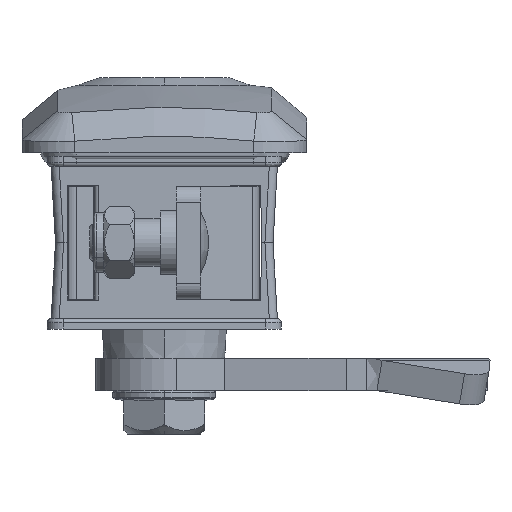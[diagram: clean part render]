
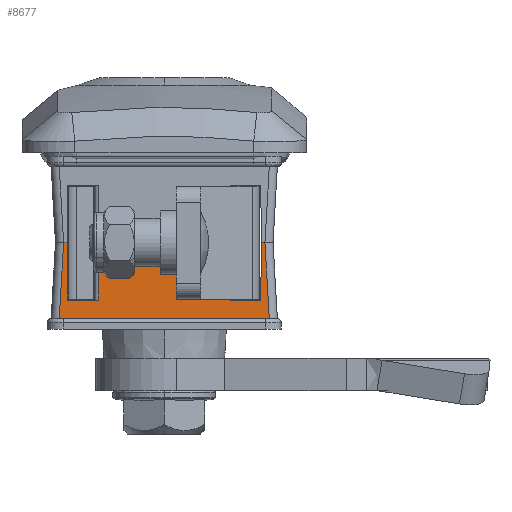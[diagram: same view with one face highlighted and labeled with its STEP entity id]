
A CAD part, left-side view. The second image highlights one B-rep face of the part: STEP entity #8677.
In plain terms, the highlighted planar face has unit normal (-1, 0, 0.009).
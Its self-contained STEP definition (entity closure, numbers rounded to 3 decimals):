
#8 = EDGE_CURVE ( 'NONE', #12707, #14710, #15222, .T. ) ;
#257 = EDGE_CURVE ( 'NONE', #5979, #5687, #300, .T. ) ;
#300 = LINE ( 'NONE', #13331, #1303 ) ;
#383 = ORIENTED_EDGE ( 'NONE', *, *, #3348, .F. ) ;
#551 = EDGE_CURVE ( 'NONE', #14710, #5231, #16674, .T. ) ;
#713 = CARTESIAN_POINT ( 'NONE',  ( -26.73, -13.499, -21.1 ) ) ;
#760 = EDGE_CURVE ( 'NONE', #12537, #5687, #9186, .T. ) ;
#776 = DIRECTION ( 'NONE',  ( 0., -1., 0. ) ) ;
#907 = DIRECTION ( 'NONE',  ( 0., 1., 0. ) ) ;
#963 = CARTESIAN_POINT ( 'NONE',  ( -26.668, -12.458, -14. ) ) ;
#1283 = ORIENTED_EDGE ( 'NONE', *, *, #16239, .T. ) ;
#1303 = VECTOR ( 'NONE', #12439, 1000. ) ;
#1450 = CARTESIAN_POINT ( 'NONE',  ( -26.689, 8.11, -16.367 ) ) ;
#1637 = CARTESIAN_POINT ( 'NONE',  ( -26.73, 8.152, -21.1 ) ) ;
#2044 = DIRECTION ( 'NONE',  ( 0.009, 0., 1. ) ) ;
#2134 = VECTOR ( 'NONE', #10308, 1000. ) ;
#2332 = CARTESIAN_POINT ( 'NONE',  ( -26.668, 12.458, -14. ) ) ;
#2698 = CARTESIAN_POINT ( 'NONE',  ( -26.73, 11.949, -21.1 ) ) ;
#2844 = CARTESIAN_POINT ( 'NONE',  ( -26.668, 12.458, -14. ) ) ;
#3348 = EDGE_CURVE ( 'NONE', #13157, #5979, #10507, .T. ) ;
#3628 = EDGE_CURVE ( 'NONE', #6003, #14939, #5049, .T. ) ;
#3671 = EDGE_CURVE ( 'NONE', #14911, #6003, #7016, .T. ) ;
#3853 = CARTESIAN_POINT ( 'NONE',  ( -26.73, -13.499, -21.1 ) ) ;
#4389 = LINE ( 'NONE', #14854, #5294 ) ;
#4565 = CARTESIAN_POINT ( 'NONE',  ( -26.73, 11.949, -21.1 ) ) ;
#4651 = LINE ( 'NONE', #713, #16617 ) ;
#4705 = B_SPLINE_CURVE_WITH_KNOTS ( 'NONE', 3,
 ( #9728, #11191, #6047, #9649 ),
 .UNSPECIFIED., .F., .F.,
 ( 4, 4 ),
 ( 0., 1. ),
 .UNSPECIFIED. ) ;
#4736 = CARTESIAN_POINT ( 'NONE',  ( -26.668, -8.09, -14. ) ) ;
#4878 = CARTESIAN_POINT ( 'NONE',  ( -26.73, -8.152, -21.1 ) ) ;
#4955 = ORIENTED_EDGE ( 'NONE', *, *, #257, .F. ) ;
#4960 = DIRECTION ( 'NONE',  ( 0., 1., 0. ) ) ;
#5049 = LINE ( 'NONE', #3853, #14802 ) ;
#5231 = VERTEX_POINT ( 'NONE', #1637 ) ;
#5294 = VECTOR ( 'NONE', #7056, 1000. ) ;
#5339 = ORIENTED_EDGE ( 'NONE', *, *, #8, .T. ) ;
#5381 = CARTESIAN_POINT ( 'NONE',  ( -26.668, 8.09, -14. ) ) ;
#5399 = CARTESIAN_POINT ( 'NONE',  ( -26.722, 12.819, -20.267 ) ) ;
#5687 = VERTEX_POINT ( 'NONE', #9562 ) ;
#5967 = EDGE_CURVE ( 'NONE', #7265, #12077, #6340, .T. ) ;
#5979 = VERTEX_POINT ( 'NONE', #2332 ) ;
#6003 = VERTEX_POINT ( 'NONE', #15365 ) ;
#6047 = CARTESIAN_POINT ( 'NONE',  ( -26.689, -8.11, -16.367 ) ) ;
#6174 = CARTESIAN_POINT ( 'NONE',  ( -26.695, -12.638, -17.133 ) ) ;
#6340 = B_SPLINE_CURVE_WITH_KNOTS ( 'NONE', 3,
 ( #963, #6174, #11405, #8744 ),
 .UNSPECIFIED., .F., .F.,
 ( 4, 4 ),
 ( 0., 1. ),
 .UNSPECIFIED. ) ;
#7016 = LINE ( 'NONE', #8303, #16448 ) ;
#7056 = DIRECTION ( 'NONE',  ( 0., 1., 0. ) ) ;
#7063 = EDGE_LOOP ( 'NONE', ( #16726, #16559, #5339, #12446, #1283, #14509, #4955, #383, #14818, #10648, #7776, #11795 ) ) ;
#7089 = EDGE_CURVE ( 'NONE', #14939, #12707, #4705, .T. ) ;
#7246 = CARTESIAN_POINT ( 'NONE',  ( -26.75, -12.999, -23.4 ) ) ;
#7265 = VERTEX_POINT ( 'NONE', #11696 ) ;
#7776 = ORIENTED_EDGE ( 'NONE', *, *, #16003, .F. ) ;
#8303 = CARTESIAN_POINT ( 'NONE',  ( -26.668, -12.01, -14. ) ) ;
#8611 = CARTESIAN_POINT ( 'NONE',  ( -26.668, -13.499, -14. ) ) ;
#8677 = ADVANCED_FACE ( 'NONE', ( #15068 ), #9910, .T. ) ;
#8744 = CARTESIAN_POINT ( 'NONE',  ( -26.75, -12.999, -23.4 ) ) ;
#9186 = LINE ( 'NONE', #2698, #2134 ) ;
#9562 = CARTESIAN_POINT ( 'NONE',  ( -26.668, 12.01, -14. ) ) ;
#9649 = CARTESIAN_POINT ( 'NONE',  ( -26.668, -8.09, -14. ) ) ;
#9728 = CARTESIAN_POINT ( 'NONE',  ( -26.73, -8.152, -21.1 ) ) ;
#9809 = CARTESIAN_POINT ( 'NONE',  ( -26.668, 8.09, -14. ) ) ;
#9845 = CARTESIAN_POINT ( 'NONE',  ( -26.668, -14.028, -14. ) ) ;
#9910 = PLANE ( 'NONE',  #14846 ) ;
#10308 = DIRECTION ( 'NONE',  ( 0.009, 0.009, 1. ) ) ;
#10507 = B_SPLINE_CURVE_WITH_KNOTS ( 'NONE', 3,
 ( #11835, #5399, #10624, #2844 ),
 .UNSPECIFIED., .F., .F.,
 ( 4, 4 ),
 ( 0., 1. ),
 .UNSPECIFIED. ) ;
#10624 = CARTESIAN_POINT ( 'NONE',  ( -26.695, 12.638, -17.133 ) ) ;
#10648 = ORIENTED_EDGE ( 'NONE', *, *, #5967, .F. ) ;
#10772 = EDGE_CURVE ( 'NONE', #12077, #13157, #4389, .T. ) ;
#11191 = CARTESIAN_POINT ( 'NONE',  ( -26.709, -8.131, -18.733 ) ) ;
#11304 = LINE ( 'NONE', #9845, #12214 ) ;
#11405 = CARTESIAN_POINT ( 'NONE',  ( -26.722, -12.819, -20.267 ) ) ;
#11696 = CARTESIAN_POINT ( 'NONE',  ( -26.668, -12.458, -14. ) ) ;
#11795 = ORIENTED_EDGE ( 'NONE', *, *, #3671, .T. ) ;
#11835 = CARTESIAN_POINT ( 'NONE',  ( -26.75, 12.999, -23.4 ) ) ;
#12077 = VERTEX_POINT ( 'NONE', #7246 ) ;
#12214 = VECTOR ( 'NONE', #776, 1000. ) ;
#12439 = DIRECTION ( 'NONE',  ( 0., -1., 0. ) ) ;
#12446 = ORIENTED_EDGE ( 'NONE', *, *, #551, .T. ) ;
#12537 = VERTEX_POINT ( 'NONE', #4565 ) ;
#12538 = DIRECTION ( 'NONE',  ( 0., 1., 0. ) ) ;
#12707 = VERTEX_POINT ( 'NONE', #4736 ) ;
#13027 = CARTESIAN_POINT ( 'NONE',  ( -26.668, -12.01, -14. ) ) ;
#13157 = VERTEX_POINT ( 'NONE', #13547 ) ;
#13331 = CARTESIAN_POINT ( 'NONE',  ( -26.668, 11.5, -14. ) ) ;
#13358 = CARTESIAN_POINT ( 'NONE',  ( -26.709, 8.131, -18.733 ) ) ;
#13547 = CARTESIAN_POINT ( 'NONE',  ( -26.75, 12.999, -23.4 ) ) ;
#13613 = DIRECTION ( 'NONE',  ( -1., 0., 0.009 ) ) ;
#14509 = ORIENTED_EDGE ( 'NONE', *, *, #760, .T. ) ;
#14710 = VERTEX_POINT ( 'NONE', #9809 ) ;
#14802 = VECTOR ( 'NONE', #4960, 1000. ) ;
#14818 = ORIENTED_EDGE ( 'NONE', *, *, #10772, .F. ) ;
#14846 = AXIS2_PLACEMENT_3D ( 'NONE', #16375, #13613, #2044 ) ;
#14854 = CARTESIAN_POINT ( 'NONE',  ( -26.75, -13.499, -23.4 ) ) ;
#14911 = VERTEX_POINT ( 'NONE', #13027 ) ;
#14939 = VERTEX_POINT ( 'NONE', #4878 ) ;
#15068 = FACE_OUTER_BOUND ( 'NONE', #7063, .T. ) ;
#15222 = LINE ( 'NONE', #8611, #15830 ) ;
#15365 = CARTESIAN_POINT ( 'NONE',  ( -26.73, -11.949, -21.1 ) ) ;
#15830 = VECTOR ( 'NONE', #907, 1000. ) ;
#15946 = CARTESIAN_POINT ( 'NONE',  ( -26.73, 8.152, -21.1 ) ) ;
#15951 = DIRECTION ( 'NONE',  ( -0.009, 0.009, -1. ) ) ;
#16003 = EDGE_CURVE ( 'NONE', #14911, #7265, #11304, .T. ) ;
#16239 = EDGE_CURVE ( 'NONE', #5231, #12537, #4651, .T. ) ;
#16375 = CARTESIAN_POINT ( 'NONE',  ( -26.754, -13.499, -23.9 ) ) ;
#16448 = VECTOR ( 'NONE', #15951, 1000. ) ;
#16559 = ORIENTED_EDGE ( 'NONE', *, *, #7089, .T. ) ;
#16617 = VECTOR ( 'NONE', #12538, 1000. ) ;
#16674 = B_SPLINE_CURVE_WITH_KNOTS ( 'NONE', 3,
 ( #5381, #1450, #13358, #15946 ),
 .UNSPECIFIED., .F., .F.,
 ( 4, 4 ),
 ( 0., 1. ),
 .UNSPECIFIED. ) ;
#16726 = ORIENTED_EDGE ( 'NONE', *, *, #3628, .T. ) ;
